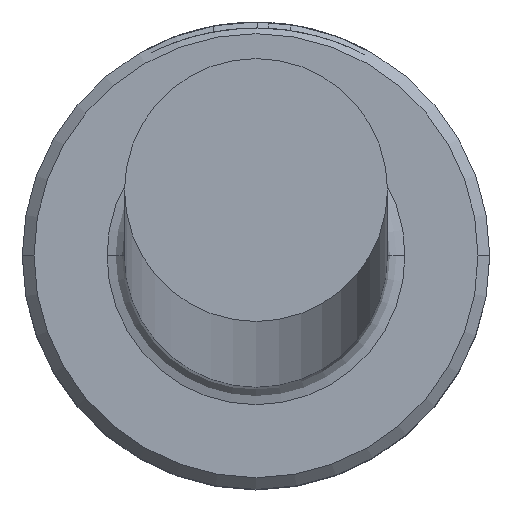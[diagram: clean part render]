
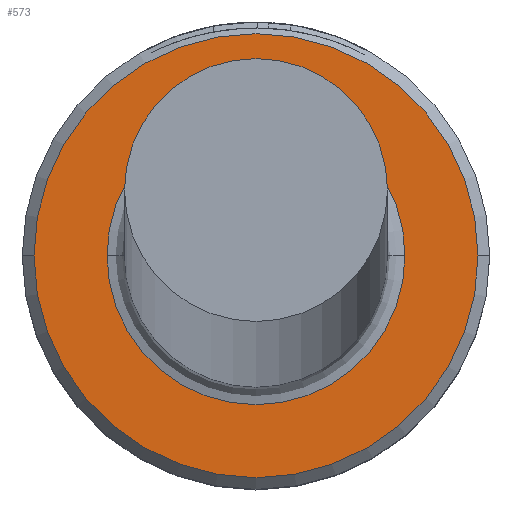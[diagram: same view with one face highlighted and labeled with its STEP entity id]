
A CAD part, top view. The second image highlights one B-rep face of the part: STEP entity #573.
In plain terms, the highlighted planar face has unit normal (0, 0, 1).
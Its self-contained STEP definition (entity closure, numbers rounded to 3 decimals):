
#51 = CARTESIAN_POINT ( 'NONE',  ( -2.55, 0., 6. ) ) ;
#67 = AXIS2_PLACEMENT_3D ( 'NONE', #545, #454, #283 ) ;
#69 = ORIENTED_EDGE ( 'NONE', *, *, #1043, .T. ) ;
#165 = PLANE ( 'NONE',  #726 ) ;
#175 = CARTESIAN_POINT ( 'NONE',  ( 0., 0., 6. ) ) ;
#200 = CIRCLE ( 'NONE', #689, 3.8 ) ;
#222 = CARTESIAN_POINT ( 'NONE',  ( 3.8, 0., 6. ) ) ;
#240 = CIRCLE ( 'NONE', #807, 2.55 ) ;
#283 = DIRECTION ( 'NONE',  ( 1., 0., 0. ) ) ;
#317 = CARTESIAN_POINT ( 'NONE',  ( 0., 0., 6. ) ) ;
#333 = CIRCLE ( 'NONE', #1150, 2.55 ) ;
#378 = ORIENTED_EDGE ( 'NONE', *, *, #924, .T. ) ;
#392 = CARTESIAN_POINT ( 'NONE',  ( 0., 0., 6. ) ) ;
#403 = DIRECTION ( 'NONE',  ( -1., 0., 0. ) ) ;
#454 = DIRECTION ( 'NONE',  ( 0., 0., 1. ) ) ;
#475 = DIRECTION ( 'NONE',  ( 1., 0., 0. ) ) ;
#496 = CARTESIAN_POINT ( 'NONE',  ( 0., 0., 6. ) ) ;
#545 = CARTESIAN_POINT ( 'NONE',  ( 0., 0., 6. ) ) ;
#564 = EDGE_CURVE ( 'NONE', #915, #900, #752, .T. ) ;
#573 = ADVANCED_FACE ( 'NONE', ( #783, #594 ), #165, .T. ) ;
#584 = CARTESIAN_POINT ( 'NONE',  ( -3.8, 0., 6. ) ) ;
#589 = DIRECTION ( 'NONE',  ( -1., 0., 0. ) ) ;
#594 = FACE_BOUND ( 'NONE', #736, .T. ) ;
#689 = AXIS2_PLACEMENT_3D ( 'NONE', #392, #1006, #475 ) ;
#704 = ORIENTED_EDGE ( 'NONE', *, *, #805, .T. ) ;
#726 = AXIS2_PLACEMENT_3D ( 'NONE', #175, #1134, #1051 ) ;
#736 = EDGE_LOOP ( 'NONE', ( #378, #69 ) ) ;
#752 = CIRCLE ( 'NONE', #67, 3.8 ) ;
#783 = FACE_OUTER_BOUND ( 'NONE', #823, .T. ) ;
#805 = EDGE_CURVE ( 'NONE', #900, #915, #200, .T. ) ;
#807 = AXIS2_PLACEMENT_3D ( 'NONE', #317, #933, #403 ) ;
#823 = EDGE_LOOP ( 'NONE', ( #1106, #704 ) ) ;
#900 = VERTEX_POINT ( 'NONE', #222 ) ;
#915 = VERTEX_POINT ( 'NONE', #584 ) ;
#924 = EDGE_CURVE ( 'NONE', #1137, #1123, #333, .T. ) ;
#933 = DIRECTION ( 'NONE',  ( 0., 0., -1. ) ) ;
#1006 = DIRECTION ( 'NONE',  ( 0., 0., 1. ) ) ;
#1029 = CARTESIAN_POINT ( 'NONE',  ( 2.55, 0., 6. ) ) ;
#1043 = EDGE_CURVE ( 'NONE', #1123, #1137, #240, .T. ) ;
#1051 = DIRECTION ( 'NONE',  ( 1., 0., 0. ) ) ;
#1106 = ORIENTED_EDGE ( 'NONE', *, *, #564, .T. ) ;
#1117 = DIRECTION ( 'NONE',  ( 0., 0., -1. ) ) ;
#1123 = VERTEX_POINT ( 'NONE', #1029 ) ;
#1134 = DIRECTION ( 'NONE',  ( 0., 0., 1. ) ) ;
#1137 = VERTEX_POINT ( 'NONE', #51 ) ;
#1150 = AXIS2_PLACEMENT_3D ( 'NONE', #496, #1117, #589 ) ;
